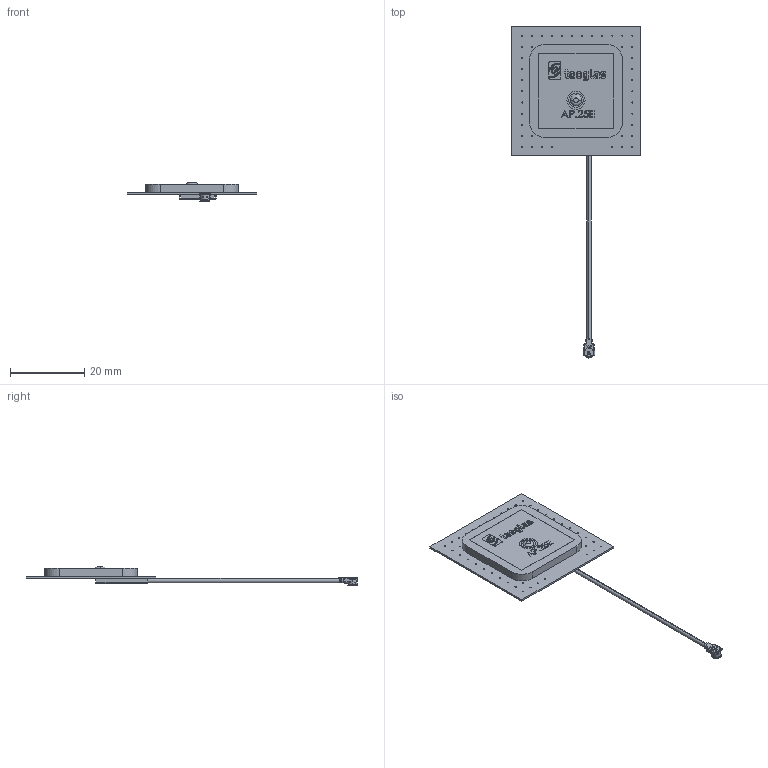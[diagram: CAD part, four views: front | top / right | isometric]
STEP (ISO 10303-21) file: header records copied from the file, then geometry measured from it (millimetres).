
FILE_DESCRIPTION (( 'STEP AP214' ), '1' );
FILE_NAME ('AP.25E.07.0054A.STEP', '2018-08-08T09:35:27', ( '' ), ( '' ), 'SwSTEP 2.0', 'SolidWorks 2017', '' );
FILE_SCHEMA (( 'AUTOMOTIVE_DESIGN' ));
Length unit declared in the file: millimetre
Products named in the file (6): AP.25E.07.0054A; AP.25E_Shielding case; AP.25E_PCB; Cable_1.13 Coaxial Cable; IPEX_MHF1; AP.25E_Patch
Assembly tree (5 placements, depth 2):
  AP.25E.07.0054A
    Cable_1.13 Coaxial Cable
    AP.25E_Shielding case
    AP.25E_PCB
    AP.25E_Patch
    IPEX_MHF1
Bounding box: 35 x 89.4 x 5.11 mm (x, y, z)
Volume: 2063 mm3; surface area: 4671.4 mm2
Topology: 9 solids, 9 shells, 905 faces, 2398 edges, 1581 vertices
Faces by surface type: plane 380, cylinder 337, bspline 186, torus 2
Entity records: 35800 total; most frequent: CARTESIAN_POINT 10799, ORIENTED_EDGE 4796, DIRECTION 4103, EDGE_CURVE 2398, VERTEX_POINT 1581, AXIS2_PLACEMENT_3D 1401, VECTOR 1301, LINE 1301
